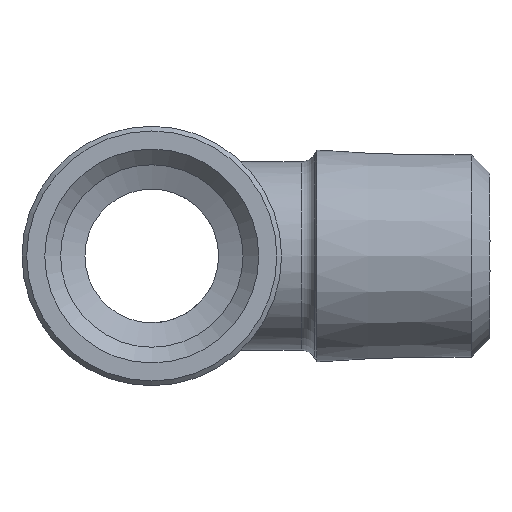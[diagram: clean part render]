
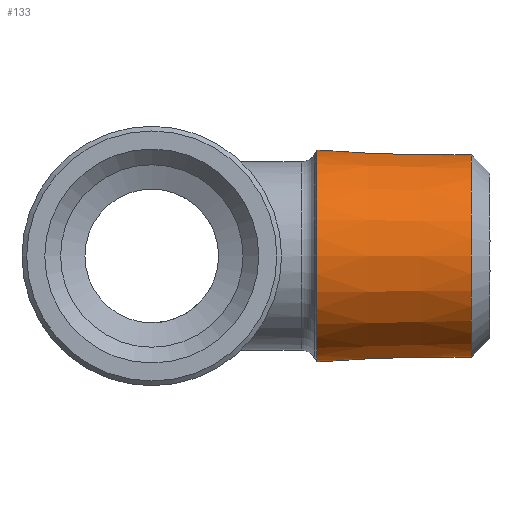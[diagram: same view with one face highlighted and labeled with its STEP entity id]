
A CAD part, left-side view. The second image highlights one B-rep face of the part: STEP entity #133.
In plain terms, the highlighted conical face has half-angle 1.79 degrees and reference radius 6.782 mm.
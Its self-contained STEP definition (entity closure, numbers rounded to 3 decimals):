
#133 = ADVANCED_FACE( 'NONE', ( #330, #331 ), #332, .T. );
#330 = FACE_OUTER_BOUND( '', #792, .T. );
#331 = FACE_BOUND( '', #793, .T. );
#332 = CONICAL_SURFACE( '', #794, 6.782, 0.031 );
#792 = EDGE_LOOP( '', ( #1607 ) );
#793 = EDGE_LOOP( '', ( #1608 ) );
#794 = AXIS2_PLACEMENT_3D( '', #1609, #1610, #1611 );
#1607 = ORIENTED_EDGE( '', *, *, #2232, .T. );
#1608 = ORIENTED_EDGE( '', *, *, #2233, .T. );
#1609 = CARTESIAN_POINT( '', ( 0., -9., 0. ) );
#1610 = DIRECTION( '', ( 0., 1., 0. ) );
#1611 = DIRECTION( '', ( -1., 0., 0. ) );
#2232 = EDGE_CURVE( 'NONE', #2644, #2644, #2645, .T. );
#2233 = EDGE_CURVE( 'NONE', #2646, #2646, #2647, .T. );
#2644 = VERTEX_POINT( '', #3487 );
#2645 = CIRCLE( '', #3488, 6.735 );
#2646 = VERTEX_POINT( '', #3489 );
#2647 = CIRCLE( '', #3490, 6.428 );
#3487 = CARTESIAN_POINT( '', ( -6.735, -10.502, 0. ) );
#3488 = AXIS2_PLACEMENT_3D( '', #3976, #3977, #3978 );
#3489 = CARTESIAN_POINT( '', ( -6.428, -20.3, 0. ) );
#3490 = AXIS2_PLACEMENT_3D( '', #3979, #3980, #3981 );
#3976 = CARTESIAN_POINT( '', ( 0., -10.502, 0. ) );
#3977 = DIRECTION( '', ( 0., -1., 0. ) );
#3978 = DIRECTION( '', ( -1., 0., 0. ) );
#3979 = CARTESIAN_POINT( '', ( 0., -20.3, 0. ) );
#3980 = DIRECTION( '', ( 0., 1., 0. ) );
#3981 = DIRECTION( '', ( -1., 0., 0. ) );
